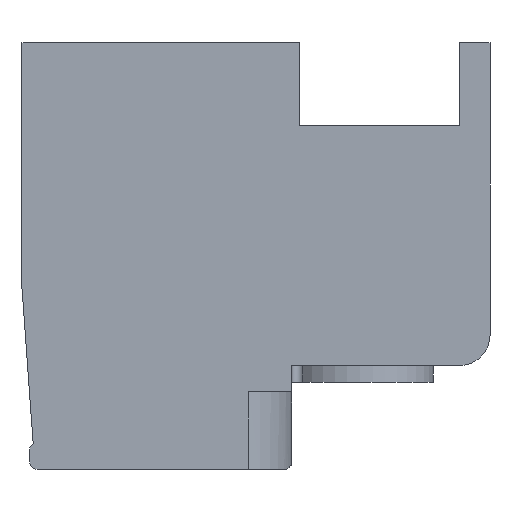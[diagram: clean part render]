
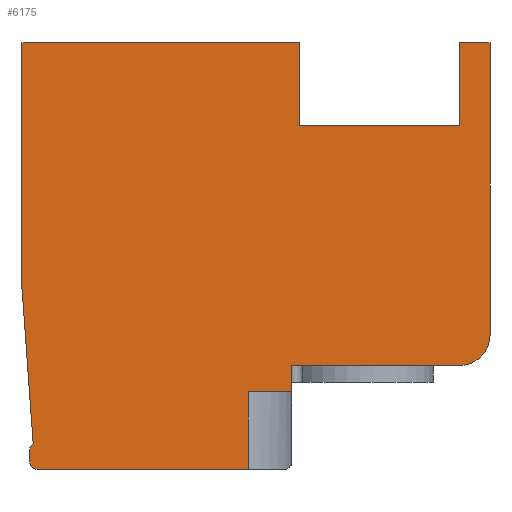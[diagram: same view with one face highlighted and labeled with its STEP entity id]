
A CAD part, front view. The second image highlights one B-rep face of the part: STEP entity #6175.
In plain terms, the highlighted planar face has unit normal (0, -1, 0).
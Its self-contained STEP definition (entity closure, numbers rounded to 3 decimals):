
#1=DIRECTION('',(0.,0.,1.));
#2=VECTOR('',#1,2.05);
#3=CARTESIAN_POINT('',(-0.15,0.,-6.175));
#4=LINE('',#3,#2);
#5=DIRECTION('',(-1.,0.,0.));
#6=VECTOR('',#5,5.6);
#7=CARTESIAN_POINT('',(-0.15,0.,-6.175));
#8=LINE('',#7,#6);
#9=CARTESIAN_POINT('',(-5.75,0.,-5.975));
#10=DIRECTION('',(0.,1.,0.));
#11=DIRECTION('',(0.,0.,-1.));
#12=AXIS2_PLACEMENT_3D('',#9,#10,#11);
#14=DIRECTION('',(0.,0.,1.));
#15=VECTOR('',#14,0.3);
#16=CARTESIAN_POINT('',(-5.95,0.,-5.975));
#17=LINE('',#16,#15);
#18=CARTESIAN_POINT('',(-5.75,0.,-5.675));
#19=DIRECTION('',(0.,1.,0.));
#20=DIRECTION('',(-1.,0.,0.));
#21=AXIS2_PLACEMENT_3D('',#18,#19,#20);
#23=DIRECTION('',(-0.072,0.,0.997));
#24=VECTOR('',#23,4.13);
#25=CARTESIAN_POINT('',(-5.854,0.,-5.504));
#26=LINE('',#25,#24);
#27=DIRECTION('',(0.,0.,1.));
#28=VECTOR('',#27,6.51);
#29=CARTESIAN_POINT('',(-6.15,0.,-1.385));
#30=LINE('',#29,#28);
#31=DIRECTION('',(1.,0.,0.));
#32=VECTOR('',#31,7.35);
#33=CARTESIAN_POINT('',(-6.15,0.,5.125));
#34=LINE('',#33,#32);
#35=DIRECTION('',(0.,0.,-1.));
#36=VECTOR('',#35,2.2);
#37=CARTESIAN_POINT('',(1.2,0.,5.125));
#38=LINE('',#37,#36);
#39=DIRECTION('',(1.,0.,0.));
#40=VECTOR('',#39,4.25);
#41=CARTESIAN_POINT('',(1.2,0.,2.925));
#42=LINE('',#41,#40);
#43=DIRECTION('',(0.,0.,1.));
#44=VECTOR('',#43,2.2);
#45=CARTESIAN_POINT('',(5.45,0.,2.925));
#46=LINE('',#45,#44);
#47=DIRECTION('',(1.,0.,0.));
#48=VECTOR('',#47,0.8);
#49=CARTESIAN_POINT('',(5.45,0.,5.125));
#50=LINE('',#49,#48);
#51=DIRECTION('',(0.,0.,-1.));
#52=VECTOR('',#51,7.75);
#53=CARTESIAN_POINT('',(6.25,0.,5.125));
#54=LINE('',#53,#52);
#55=CARTESIAN_POINT('',(5.45,0.,-2.625));
#56=DIRECTION('',(0.,1.,0.));
#57=DIRECTION('',(1.,0.,0.));
#58=AXIS2_PLACEMENT_3D('',#55,#56,#57);
#60=DIRECTION('',(-1.,0.,0.));
#61=VECTOR('',#60,4.45);
#62=CARTESIAN_POINT('',(5.45,0.,-3.425));
#63=LINE('',#62,#61);
#64=DIRECTION('',(0.,0.,-1.));
#65=VECTOR('',#64,0.7);
#66=CARTESIAN_POINT('',(1.,0.,-3.425));
#67=LINE('',#66,#65);
#68=DIRECTION('',(1.,0.,0.));
#69=VECTOR('',#68,1.15);
#70=CARTESIAN_POINT('',(-0.15,0.,-4.125));
#71=LINE('',#70,#69);
#4746=CARTESIAN_POINT('',(6.25,0.,5.125));
#4747=CARTESIAN_POINT('',(6.25,0.,-2.625));
#4748=VERTEX_POINT('',#4746);
#4749=VERTEX_POINT('',#4747);
#4750=CARTESIAN_POINT('',(5.45,0.,-3.425));
#4751=VERTEX_POINT('',#4750);
#4752=CARTESIAN_POINT('',(1.,0.,-3.425));
#4753=VERTEX_POINT('',#4752);
#4754=CARTESIAN_POINT('',(-5.75,0.,-6.175));
#4755=CARTESIAN_POINT('',(-5.95,0.,-5.975));
#4756=VERTEX_POINT('',#4754);
#4757=VERTEX_POINT('',#4755);
#4758=CARTESIAN_POINT('',(-5.95,0.,-5.675));
#4759=VERTEX_POINT('',#4758);
#4760=CARTESIAN_POINT('',(-5.854,0.,-5.504));
#4761=VERTEX_POINT('',#4760);
#4762=CARTESIAN_POINT('',(-6.15,0.,-1.385));
#4763=VERTEX_POINT('',#4762);
#4764=CARTESIAN_POINT('',(-6.15,0.,5.125));
#4765=VERTEX_POINT('',#4764);
#4766=CARTESIAN_POINT('',(1.2,0.,5.125));
#4767=CARTESIAN_POINT('',(1.2,0.,2.925));
#4768=VERTEX_POINT('',#4766);
#4769=VERTEX_POINT('',#4767);
#4770=CARTESIAN_POINT('',(5.45,0.,2.925));
#4771=VERTEX_POINT('',#4770);
#4772=CARTESIAN_POINT('',(5.45,0.,5.125));
#4773=VERTEX_POINT('',#4772);
#5224=CARTESIAN_POINT('',(-0.15,0.,-6.175));
#5225=CARTESIAN_POINT('',(-0.15,0.,-4.125));
#5226=VERTEX_POINT('',#5224);
#5227=VERTEX_POINT('',#5225);
#5228=CARTESIAN_POINT('',(1.,0.,-4.125));
#5229=VERTEX_POINT('',#5228);
#6134=CARTESIAN_POINT('',(0.,0.,0.));
#6135=DIRECTION('',(0.,1.,0.));
#6136=DIRECTION('',(1.,0.,0.));
#6137=AXIS2_PLACEMENT_3D('',#6134,#6135,#6136);
#6138=PLANE('',#6137);
#6140=ORIENTED_EDGE('',*,*,#6139,.F.);
#6142=ORIENTED_EDGE('',*,*,#6141,.T.);
#6144=ORIENTED_EDGE('',*,*,#6143,.T.);
#6146=ORIENTED_EDGE('',*,*,#6145,.T.);
#6148=ORIENTED_EDGE('',*,*,#6147,.T.);
#6150=ORIENTED_EDGE('',*,*,#6149,.T.);
#6152=ORIENTED_EDGE('',*,*,#6151,.T.);
#6154=ORIENTED_EDGE('',*,*,#6153,.T.);
#6156=ORIENTED_EDGE('',*,*,#6155,.T.);
#6158=ORIENTED_EDGE('',*,*,#6157,.T.);
#6160=ORIENTED_EDGE('',*,*,#6159,.T.);
#6162=ORIENTED_EDGE('',*,*,#6161,.T.);
#6164=ORIENTED_EDGE('',*,*,#6163,.T.);
#6166=ORIENTED_EDGE('',*,*,#6165,.T.);
#6168=ORIENTED_EDGE('',*,*,#6167,.T.);
#6170=ORIENTED_EDGE('',*,*,#6169,.T.);
#6172=ORIENTED_EDGE('',*,*,#6171,.F.);
#6173=EDGE_LOOP('',(#6140,#6142,#6144,#6146,#6148,#6150,#6152,#6154,#6156,#6158,
#6160,#6162,#6164,#6166,#6168,#6170,#6172));
#6174=FACE_OUTER_BOUND('',#6173,.F.);
#6175=ADVANCED_FACE('',(#6174),#6138,.F.);
#13=CIRCLE('',#12,0.2);
#22=CIRCLE('',#21,0.2);
#59=CIRCLE('',#58,0.8);
#6139=EDGE_CURVE('',#5226,#5227,#4,.T.);
#6141=EDGE_CURVE('',#5226,#4756,#8,.T.);
#6143=EDGE_CURVE('',#4756,#4757,#13,.T.);
#6145=EDGE_CURVE('',#4757,#4759,#17,.T.);
#6147=EDGE_CURVE('',#4759,#4761,#22,.T.);
#6149=EDGE_CURVE('',#4761,#4763,#26,.T.);
#6151=EDGE_CURVE('',#4763,#4765,#30,.T.);
#6153=EDGE_CURVE('',#4765,#4768,#34,.T.);
#6155=EDGE_CURVE('',#4768,#4769,#38,.T.);
#6157=EDGE_CURVE('',#4769,#4771,#42,.T.);
#6159=EDGE_CURVE('',#4771,#4773,#46,.T.);
#6161=EDGE_CURVE('',#4773,#4748,#50,.T.);
#6163=EDGE_CURVE('',#4748,#4749,#54,.T.);
#6165=EDGE_CURVE('',#4749,#4751,#59,.T.);
#6167=EDGE_CURVE('',#4751,#4753,#63,.T.);
#6169=EDGE_CURVE('',#4753,#5229,#67,.T.);
#6171=EDGE_CURVE('',#5227,#5229,#71,.T.);
